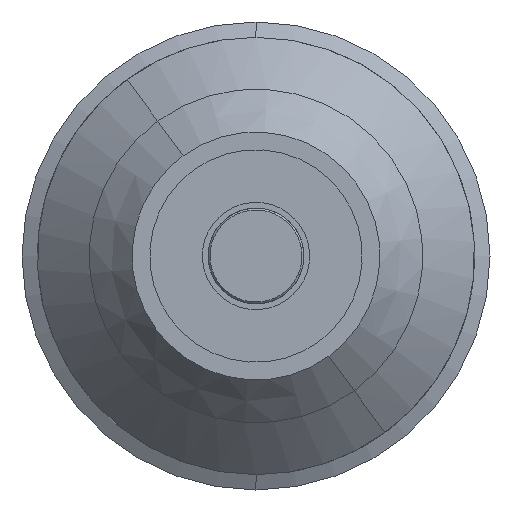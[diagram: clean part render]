
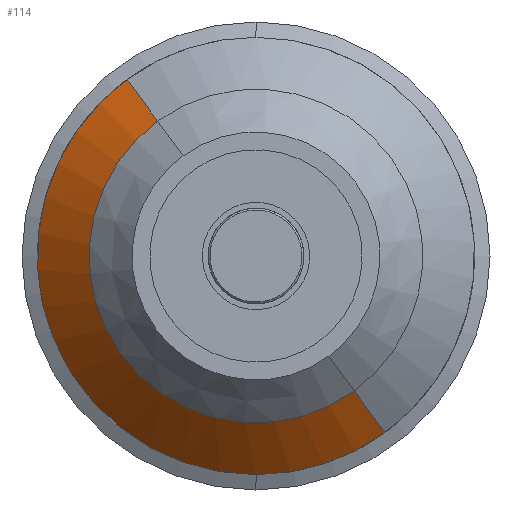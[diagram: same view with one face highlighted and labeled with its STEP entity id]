
A CAD part, left-side view. The second image highlights one B-rep face of the part: STEP entity #114.
In plain terms, the highlighted conical face has half-angle 45 degrees and reference radius 5.524 mm.
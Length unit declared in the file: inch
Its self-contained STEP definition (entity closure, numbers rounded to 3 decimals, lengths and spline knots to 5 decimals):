
#114 = ADVANCED_FACE ( 'NONE', ( #1363 ), #1491, .T. ) ;
#1360 = DIRECTION ( 'NONE',  ( 0., -0.589, -0.808 ) ) ;
#1363 = FACE_OUTER_BOUND ( 'NONE', #1516, .T. ) ;
#1364 = DIRECTION ( 'NONE',  ( 1., 0., 0. ) ) ;
#1366 = CARTESIAN_POINT ( 'NONE',  ( -2.14163, 0., 0. ) ) ;
#1491 = CONICAL_SURFACE ( 'NONE', #2286, 0.2175, 0.785 ) ;
#1516 = EDGE_LOOP ( 'NONE', ( #3097, #3098, #3099, #3100, #3101 ) ) ;
#1814 = CARTESIAN_POINT ( 'NONE',  ( -2.14163, -0.12814, -0.17574 ) ) ;
#1817 = CARTESIAN_POINT ( 'NONE',  ( -2.14163, 0.12814, 0.17574 ) ) ;
#1822 = CARTESIAN_POINT ( 'NONE',  ( -2.07413, -0.16791, -0.23028 ) ) ;
#1832 = CARTESIAN_POINT ( 'NONE',  ( -2.07413, 0.16791, 0.23028 ) ) ;
#1976 = LINE ( 'NONE', #1978, #2808 ) ;
#1978 = CARTESIAN_POINT ( 'NONE',  ( -2.14163, 0.12814, 0.17574 ) ) ;
#1979 = DIRECTION ( 'NONE',  ( 0.707, 0.417, 0.571 ) ) ;
#1987 = CARTESIAN_POINT ( 'NONE',  ( -2.07413, 0., 0. ) ) ;
#1988 = DIRECTION ( 'NONE',  ( 1., 0., 0. ) ) ;
#1989 = DIRECTION ( 'NONE',  ( 0., -0.589, -0.808 ) ) ;
#1992 = CARTESIAN_POINT ( 'NONE',  ( -2.14163, 0., 0. ) ) ;
#1993 = DIRECTION ( 'NONE',  ( 1., 0., 0. ) ) ;
#1994 = DIRECTION ( 'NONE',  ( 0., -0.589, -0.808 ) ) ;
#2006 = LINE ( 'NONE', #2007, #2822 ) ;
#2007 = CARTESIAN_POINT ( 'NONE',  ( -2.14163, -0.12814, -0.17574 ) ) ;
#2008 = DIRECTION ( 'NONE',  ( 0.707, -0.417, -0.571 ) ) ;
#2011 = CARTESIAN_POINT ( 'NONE',  ( -2.07413, 0., 0. ) ) ;
#2012 = DIRECTION ( 'NONE',  ( 1., 0., 0. ) ) ;
#2013 = DIRECTION ( 'NONE',  ( 0., -0.589, -0.808 ) ) ;
#2286 = AXIS2_PLACEMENT_3D ( 'NONE', #1366, #1364, #1360 ) ;
#2582 = CARTESIAN_POINT ( 'NONE',  ( -2.07413, 0., -0.285 ) ) ;
#2761 = VERTEX_POINT ( 'NONE', #1814 ) ;
#2764 = VERTEX_POINT ( 'NONE', #1817 ) ;
#2769 = VERTEX_POINT ( 'NONE', #1822 ) ;
#2779 = VERTEX_POINT ( 'NONE', #1832 ) ;
#2808 = VECTOR ( 'NONE', #1979, 39.37008 ) ;
#2812 = CIRCLE ( 'NONE', #2814, 0.285 ) ;
#2814 = AXIS2_PLACEMENT_3D ( 'NONE', #1987, #1988, #1989 ) ;
#2815 = CIRCLE ( 'NONE', #2817, 0.2175 ) ;
#2817 = AXIS2_PLACEMENT_3D ( 'NONE', #1992, #1993, #1994 ) ;
#2822 = VECTOR ( 'NONE', #2008, 39.37008 ) ;
#2823 = CIRCLE ( 'NONE', #2825, 0.285 ) ;
#2825 = AXIS2_PLACEMENT_3D ( 'NONE', #2011, #2012, #2013 ) ;
#2893 = EDGE_CURVE ( 'NONE', #2764, #2779, #1976, .T. ) ;
#2896 = EDGE_CURVE ( 'NONE', #3228, #2779, #2812, .T. ) ;
#2898 = EDGE_CURVE ( 'NONE', #2761, #2764, #2815, .T. ) ;
#2903 = EDGE_CURVE ( 'NONE', #2761, #2769, #2006, .T. ) ;
#2904 = EDGE_CURVE ( 'NONE', #2769, #3228, #2823, .T. ) ;
#3097 = ORIENTED_EDGE ( 'NONE', *, *, #2898, .T. ) ;
#3098 = ORIENTED_EDGE ( 'NONE', *, *, #2893, .T. ) ;
#3099 = ORIENTED_EDGE ( 'NONE', *, *, #2896, .F. ) ;
#3100 = ORIENTED_EDGE ( 'NONE', *, *, #2904, .F. ) ;
#3101 = ORIENTED_EDGE ( 'NONE', *, *, #2903, .F. ) ;
#3228 = VERTEX_POINT ( 'NONE', #2582 ) ;
